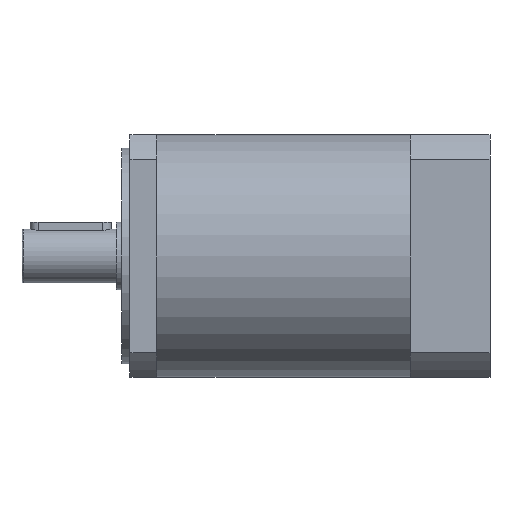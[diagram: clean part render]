
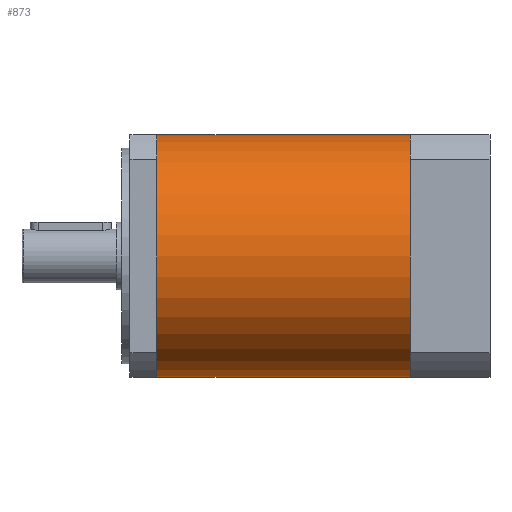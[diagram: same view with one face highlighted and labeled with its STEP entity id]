
A CAD part, left-side view. The second image highlights one B-rep face of the part: STEP entity #873.
In plain terms, the highlighted cylindrical face has radius 45 mm (diameter 90 mm), a partial arc.
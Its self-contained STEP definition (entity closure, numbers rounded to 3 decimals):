
#133 = EDGE_CURVE ( 'NONE', #997, #1921, #3335, .T. ) ;
#257 = ORIENTED_EDGE ( 'NONE', *, *, #133, .T. ) ;
#391 = EDGE_CURVE ( 'NONE', #3720, #997, #4144, .T. ) ;
#689 = CARTESIAN_POINT ( 'NONE',  ( 0., -47., 45. ) ) ;
#745 = DIRECTION ( 'NONE',  ( 0., 0., 1. ) ) ;
#873 = ADVANCED_FACE ( 'NONE', ( #4591 ), #2484, .T. ) ;
#980 = DIRECTION ( 'NONE',  ( 0., 0., -1. ) ) ;
#991 = CARTESIAN_POINT ( 'NONE',  ( 0., -47., 0. ) ) ;
#997 = VERTEX_POINT ( 'NONE', #3372 ) ;
#1008 = DIRECTION ( 'NONE',  ( 0., 1., 0. ) ) ;
#1028 = DIRECTION ( 'NONE',  ( 0., 0., 1. ) ) ;
#1062 = EDGE_CURVE ( 'NONE', #2180, #2093, #3087, .T. ) ;
#1173 = ORIENTED_EDGE ( 'NONE', *, *, #1972, .F. ) ;
#1380 = CARTESIAN_POINT ( 'NONE',  ( 0., 47., -45. ) ) ;
#1412 = EDGE_CURVE ( 'NONE', #4944, #1921, #4902, .T. ) ;
#1427 = AXIS2_PLACEMENT_3D ( 'NONE', #2571, #2468, #2462 ) ;
#1487 = CARTESIAN_POINT ( 'NONE',  ( -45., 47., 0. ) ) ;
#1560 = VECTOR ( 'NONE', #4621, 1000. ) ;
#1763 = AXIS2_PLACEMENT_3D ( 'NONE', #5221, #1995, #745 ) ;
#1840 = CARTESIAN_POINT ( 'NONE',  ( 0., 47., 0. ) ) ;
#1919 = AXIS2_PLACEMENT_3D ( 'NONE', #5202, #3046, #4217 ) ;
#1921 = VERTEX_POINT ( 'NONE', #689 ) ;
#1972 = EDGE_CURVE ( 'NONE', #2093, #4944, #4501, .T. ) ;
#1995 = DIRECTION ( 'NONE',  ( 0., 1., 0. ) ) ;
#2093 = VERTEX_POINT ( 'NONE', #1487 ) ;
#2180 = VERTEX_POINT ( 'NONE', #1380 ) ;
#2202 = ORIENTED_EDGE ( 'NONE', *, *, #1062, .F. ) ;
#2392 = CARTESIAN_POINT ( 'NONE',  ( 0., 47., -45. ) ) ;
#2399 = DIRECTION ( 'NONE',  ( 0., -1., 0. ) ) ;
#2462 = DIRECTION ( 'NONE',  ( 0., 0., 1. ) ) ;
#2468 = DIRECTION ( 'NONE',  ( 0., 1., 0. ) ) ;
#2472 = AXIS2_PLACEMENT_3D ( 'NONE', #991, #1008, #1028 ) ;
#2484 = CYLINDRICAL_SURFACE ( 'NONE', #2963, 45. ) ;
#2571 = CARTESIAN_POINT ( 'NONE',  ( 0., -47., 0. ) ) ;
#2963 = AXIS2_PLACEMENT_3D ( 'NONE', #1840, #2399, #980 ) ;
#3046 = DIRECTION ( 'NONE',  ( 0., 1., 0. ) ) ;
#3087 = CIRCLE ( 'NONE', #1763, 45. ) ;
#3112 = CARTESIAN_POINT ( 'NONE',  ( 0., 47., 45. ) ) ;
#3300 = VECTOR ( 'NONE', #4379, 1000. ) ;
#3335 = CIRCLE ( 'NONE', #2472, 45. ) ;
#3372 = CARTESIAN_POINT ( 'NONE',  ( -45., -47., 0. ) ) ;
#3588 = CARTESIAN_POINT ( 'NONE',  ( 0., -47., -45. ) ) ;
#3720 = VERTEX_POINT ( 'NONE', #3588 ) ;
#3758 = ORIENTED_EDGE ( 'NONE', *, *, #1412, .F. ) ;
#4001 = EDGE_LOOP ( 'NONE', ( #3758, #1173, #2202, #4952, #4459, #257 ) ) ;
#4144 = CIRCLE ( 'NONE', #1427, 45. ) ;
#4217 = DIRECTION ( 'NONE',  ( 0., 0., 1. ) ) ;
#4265 = CARTESIAN_POINT ( 'NONE',  ( 0., 47., 45. ) ) ;
#4379 = DIRECTION ( 'NONE',  ( 0., -1., 0. ) ) ;
#4459 = ORIENTED_EDGE ( 'NONE', *, *, #391, .T. ) ;
#4493 = LINE ( 'NONE', #2392, #3300 ) ;
#4501 = CIRCLE ( 'NONE', #1919, 45. ) ;
#4591 = FACE_OUTER_BOUND ( 'NONE', #4001, .T. ) ;
#4621 = DIRECTION ( 'NONE',  ( 0., -1., 0. ) ) ;
#4902 = LINE ( 'NONE', #4265, #1560 ) ;
#4944 = VERTEX_POINT ( 'NONE', #3112 ) ;
#4952 = ORIENTED_EDGE ( 'NONE', *, *, #5051, .T. ) ;
#5051 = EDGE_CURVE ( 'NONE', #2180, #3720, #4493, .T. ) ;
#5202 = CARTESIAN_POINT ( 'NONE',  ( 0., 47., 0. ) ) ;
#5221 = CARTESIAN_POINT ( 'NONE',  ( 0., 47., 0. ) ) ;
